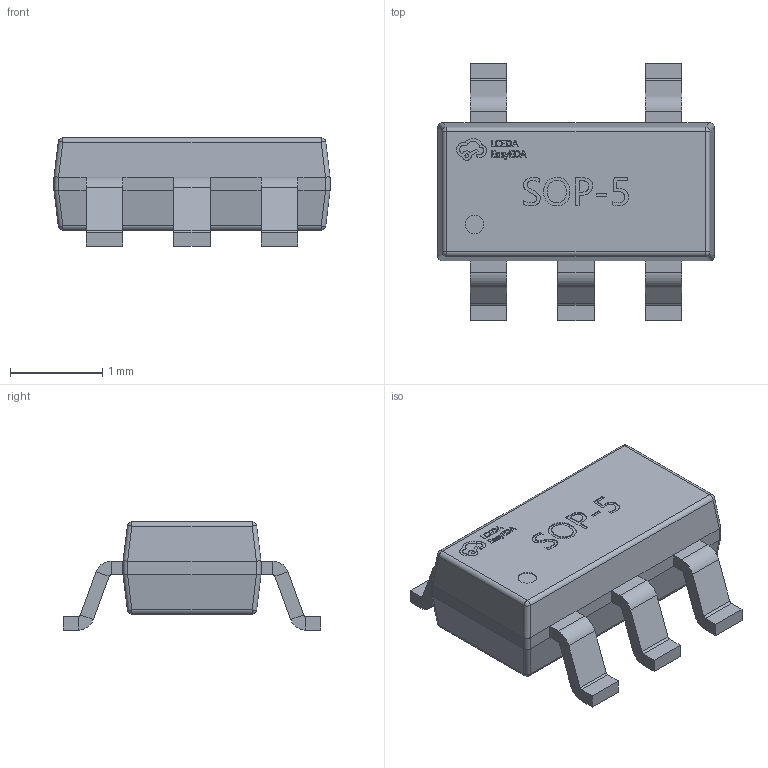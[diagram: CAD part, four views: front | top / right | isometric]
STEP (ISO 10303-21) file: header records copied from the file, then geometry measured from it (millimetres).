
FILE_DESCRIPTION (( 'STEP AP214' ), '1' );
FILE_NAME ('TSOP-5_L3.0-W1.5-H1.0-LS2.8-P0.95.step', '2022-07-26T10:42:03', ( '' ), ( '' ), 'SwSTEP 2.0', 'SolidWorks 2020', '' );
FILE_SCHEMA (( 'AUTOMOTIVE_DESIGN' ));
Length unit declared in the file: millimetre
Products named in the file (1): TSOP-5_L3.0-W1.5-H1.0-LS2.8-P0.95
Bounding box: 3 x 2.8 x 1.18 mm (x, y, z)
Volume: 4.6 mm3; surface area: 22.5 mm2
Topology: 14 solids, 14 shells, 504 faces, 1259 edges, 798 vertices
Faces by surface type: plane 311, bspline 143, cylinder 42, sphere 8
Entity records: 23436 total; most frequent: CARTESIAN_POINT 6761, ORIENTED_EDGE 2518, DIRECTION 1737, EDGE_CURVE 1259, LINE 877, VECTOR 877, VERTEX_POINT 798, EDGE_LOOP 531
